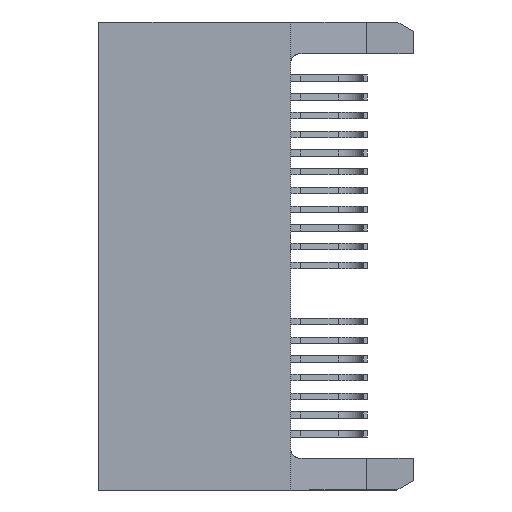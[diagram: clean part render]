
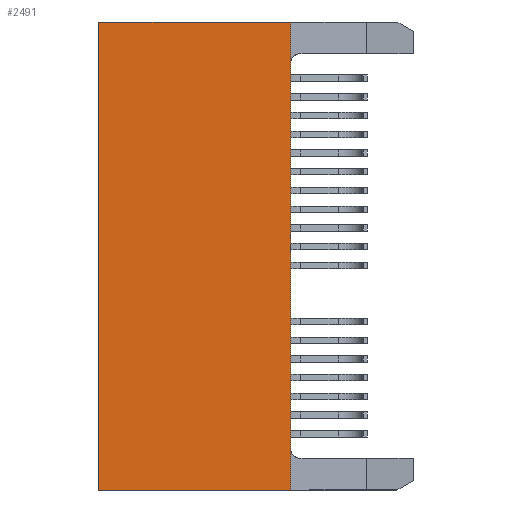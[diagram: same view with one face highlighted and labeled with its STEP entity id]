
A CAD part, left-side view. The second image highlights one B-rep face of the part: STEP entity #2491.
In plain terms, the highlighted planar face has unit normal (-1, 0, 0).
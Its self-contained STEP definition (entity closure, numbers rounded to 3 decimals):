
#235 = DIRECTION ( 'NONE',  ( -1., 0., 0. ) ) ;
#359 = CARTESIAN_POINT ( 'NONE',  ( -3.75, 10.25, -25. ) ) ;
#562 = LINE ( 'NONE', #6857, #6841 ) ;
#808 = FACE_OUTER_BOUND ( 'NONE', #6594, .T. ) ;
#1452 = ORIENTED_EDGE ( 'NONE', *, *, #13259, .F. ) ;
#1494 = CARTESIAN_POINT ( 'NONE',  ( -3.75, 10.25, -25. ) ) ;
#1576 = VECTOR ( 'NONE', #3281, 1000. ) ;
#2491 = ADVANCED_FACE ( 'NONE', ( #808 ), #10174, .T. ) ;
#2764 = EDGE_CURVE ( 'NONE', #7154, #10653, #14484, .T. ) ;
#2857 = DIRECTION ( 'NONE',  ( 0., 0., 1. ) ) ;
#3281 = DIRECTION ( 'NONE',  ( 0., -1., 0. ) ) ;
#4271 = CARTESIAN_POINT ( 'NONE',  ( -3.75, 0., -25. ) ) ;
#5121 = ORIENTED_EDGE ( 'NONE', *, *, #2764, .F. ) ;
#5130 = ORIENTED_EDGE ( 'NONE', *, *, #14024, .T. ) ;
#5598 = DIRECTION ( 'NONE',  ( 0., 0., 1. ) ) ;
#5857 = EDGE_CURVE ( 'NONE', #10092, #7182, #6203, .T. ) ;
#6203 = LINE ( 'NONE', #7430, #6615 ) ;
#6594 = EDGE_LOOP ( 'NONE', ( #5121, #1452, #11328, #5130 ) ) ;
#6615 = VECTOR ( 'NONE', #14907, 1000. ) ;
#6740 = CARTESIAN_POINT ( 'NONE',  ( -3.75, 10.25, 0. ) ) ;
#6841 = VECTOR ( 'NONE', #5598, 1000. ) ;
#6857 = CARTESIAN_POINT ( 'NONE',  ( -3.75, 0., -25. ) ) ;
#7154 = VERTEX_POINT ( 'NONE', #6740 ) ;
#7182 = VERTEX_POINT ( 'NONE', #4271 ) ;
#7430 = CARTESIAN_POINT ( 'NONE',  ( -3.75, 0., -25. ) ) ;
#7737 = CARTESIAN_POINT ( 'NONE',  ( -3.75, 0., -25. ) ) ;
#8269 = CARTESIAN_POINT ( 'NONE',  ( -3.75, 0., 0. ) ) ;
#9000 = DIRECTION ( 'NONE',  ( 0., 0., 1. ) ) ;
#9094 = AXIS2_PLACEMENT_3D ( 'NONE', #7737, #235, #9000 ) ;
#10092 = VERTEX_POINT ( 'NONE', #1494 ) ;
#10174 = PLANE ( 'NONE',  #9094 ) ;
#10569 = VECTOR ( 'NONE', #2857, 1000. ) ;
#10653 = VERTEX_POINT ( 'NONE', #11388 ) ;
#11328 = ORIENTED_EDGE ( 'NONE', *, *, #5857, .T. ) ;
#11388 = CARTESIAN_POINT ( 'NONE',  ( -3.75, 0., 0. ) ) ;
#13259 = EDGE_CURVE ( 'NONE', #10092, #7154, #13887, .T. ) ;
#13887 = LINE ( 'NONE', #359, #10569 ) ;
#14024 = EDGE_CURVE ( 'NONE', #7182, #10653, #562, .T. ) ;
#14484 = LINE ( 'NONE', #8269, #1576 ) ;
#14907 = DIRECTION ( 'NONE',  ( 0., -1., 0. ) ) ;
